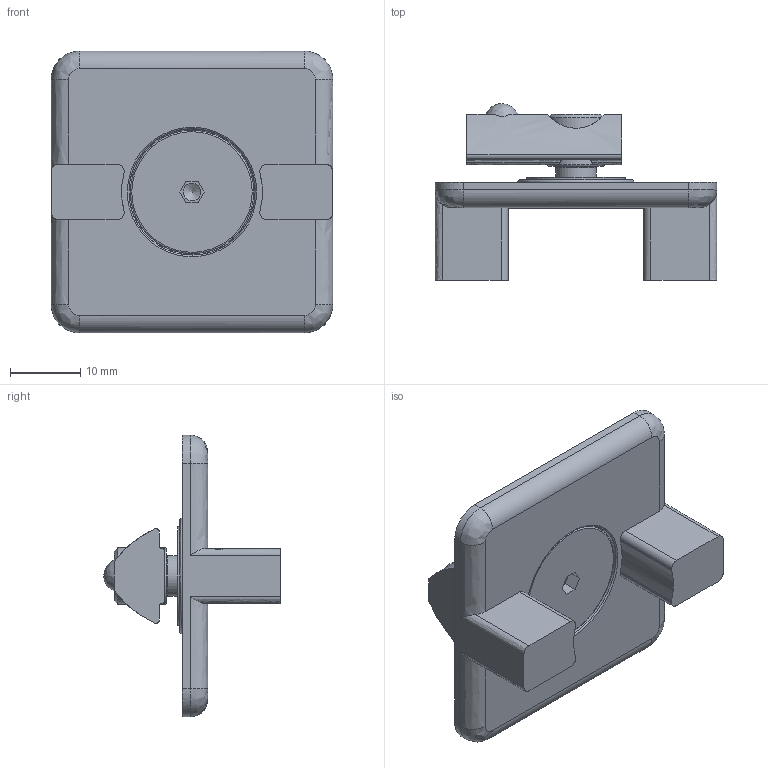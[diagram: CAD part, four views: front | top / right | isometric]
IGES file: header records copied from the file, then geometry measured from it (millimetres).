
Global section: file name: 140113; native system: Autodesk Inventor 2021; preprocessor: unknown; author: Krajewski; date: 20230131.115805; units: millimetre
Bounding box: 40 x 25.1 x 40 mm (x, y, z)
Volume: 8474.6 mm3; surface area: 6754.5 mm2
Topology: 4 solids, 4 shells, 119 faces, 322 edges, 224 vertices
Faces by surface type: bspline 119
